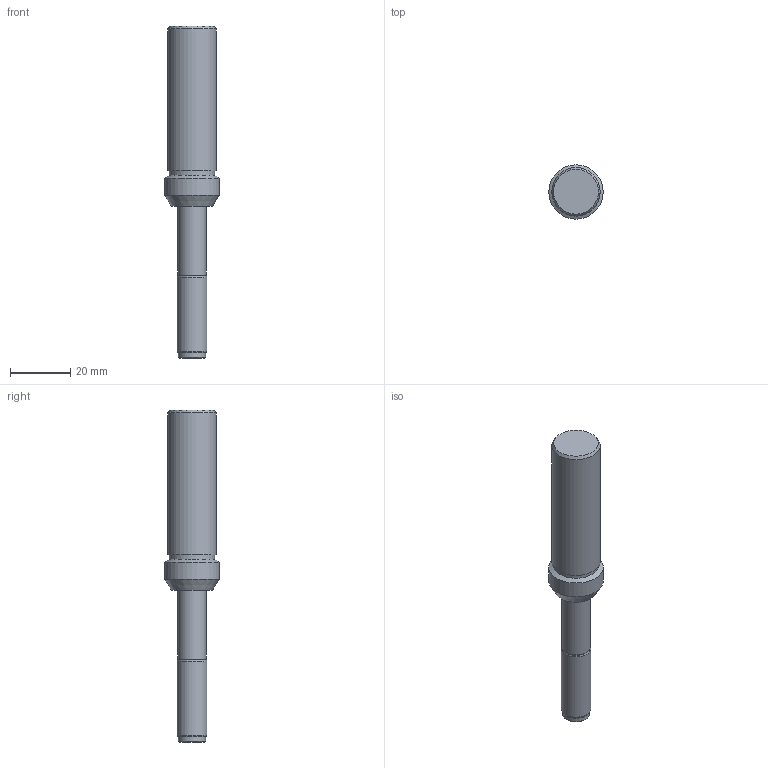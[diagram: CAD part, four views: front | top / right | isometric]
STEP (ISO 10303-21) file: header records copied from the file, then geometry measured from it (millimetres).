
FILE_DESCRIPTION(/* description */ (''),/* implementation_level */ '2;1');
FILE_NAME(/* name */ 'PMX06T-AD-05700-16N1.stp',/* time_stamp */ '2018-03-16T14:54:18+05:00',/* author */ (''),/* organization */ (''),/* preprocessor_version */ 'ST-DEVELOPER v16',/* originating_system */ 'SIEMENS PLM Software NX 11.0',/* authorisation */ '');
FILE_SCHEMA (('AUTOMOTIVE_DESIGN { 1 0 10303 214 3 1 1 1 }'));
Length unit declared in the file: millimetre
Products named in the file (1): PMX06T-AD-05700-16N1
Bounding box: 18 x 18 x 110 mm (x, y, z)
Volume: 15610.7 mm3; surface area: 5550.1 mm2
Topology: 2 solids, 2 shells, 23 faces, 39 edges, 24 vertices
Faces by surface type: plane 8, cylinder 8, cone 7
Full cylindrical faces by diameter (mm): 6 x1, 8.9 x1, 9 x1, 9.5 x1, 9.8 x1, 15 x1, 16 x1, 18 x1
Entity records: 509 total; most frequent: DIRECTION 96, CARTESIAN_POINT 69, AXIS2_PLACEMENT_3D 48, EDGE_LOOP 42, ORIENTED_EDGE 42, FACE_BOUND 38, ADVANCED_FACE 23, VERTEX_POINT 21
